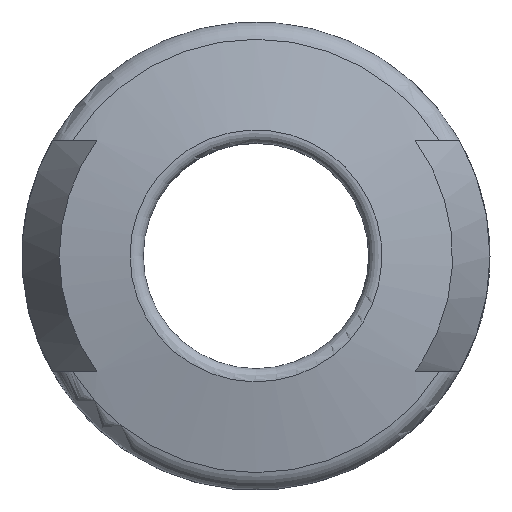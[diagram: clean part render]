
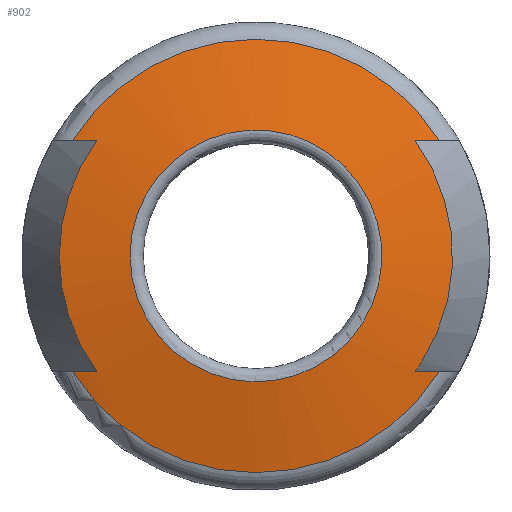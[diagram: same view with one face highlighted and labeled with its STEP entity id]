
A CAD part, top view. The second image highlights one B-rep face of the part: STEP entity #902.
In plain terms, the highlighted spherical face has radius 15 mm.
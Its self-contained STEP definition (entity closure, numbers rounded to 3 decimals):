
#12=SPHERICAL_SURFACE($,#997,15.);
#36=FACE_BOUND($,#287,.T.);
#229=FACE_OUTER_BOUND($,#286,.T.);
#286=EDGE_LOOP($,(#760));
#287=EDGE_LOOP($,(#761,#762,#763,#764,#765,#766,#767,#768));
#313=CIRCLE($,#916,3.75);
#315=CIRCLE($,#919,14.866);
#318=CIRCLE($,#925,3.403);
#325=CIRCLE($,#937,3.75);
#352=CIRCLE($,#998,2.179);
#353=CIRCLE($,#999,3.403);
#354=CIRCLE($,#1000,14.866);
#355=CIRCLE($,#1001,14.866);
#356=CIRCLE($,#1002,14.866);
#357=VERTEX_POINT($,#1266);
#358=VERTEX_POINT($,#1267);
#362=VERTEX_POINT($,#1372);
#364=VERTEX_POINT($,#1388);
#371=VERTEX_POINT($,#1455);
#386=VERTEX_POINT($,#1505);
#433=VERTEX_POINT($,#1957);
#434=VERTEX_POINT($,#1959);
#435=VERTEX_POINT($,#1960);
#437=EDGE_CURVE($,#357,#358,#313,.T.);
#444=EDGE_CURVE($,#362,#364,#315,.T.);
#452=EDGE_CURVE($,#362,#371,#318,.T.);
#470=EDGE_CURVE($,#364,#386,#325,.T.);
#549=EDGE_CURVE($,#433,#433,#352,.T.);
#550=EDGE_CURVE($,#434,#435,#353,.T.);
#551=EDGE_CURVE($,#434,#357,#354,.T.);
#552=EDGE_CURVE($,#358,#371,#355,.T.);
#553=EDGE_CURVE($,#386,#435,#356,.T.);
#760=ORIENTED_EDGE($,*,*,#549,.T.);
#761=ORIENTED_EDGE($,*,*,#550,.F.);
#762=ORIENTED_EDGE($,*,*,#551,.T.);
#763=ORIENTED_EDGE($,*,*,#437,.T.);
#764=ORIENTED_EDGE($,*,*,#552,.T.);
#765=ORIENTED_EDGE($,*,*,#452,.F.);
#766=ORIENTED_EDGE($,*,*,#444,.T.);
#767=ORIENTED_EDGE($,*,*,#470,.T.);
#768=ORIENTED_EDGE($,*,*,#553,.T.);
#902=ADVANCED_FACE($,(#229,#36),#12,.T.);
#916=AXIS2_PLACEMENT_3D($,#1268,#1016,#1017);
#919=AXIS2_PLACEMENT_3D($,#1438,#1023,#1024);
#925=AXIS2_PLACEMENT_3D($,#1456,#1040,#1041);
#937=AXIS2_PLACEMENT_3D($,#1506,#1074,#1075);
#997=AXIS2_PLACEMENT_3D($,#1956,#1232,#1233);
#998=AXIS2_PLACEMENT_3D($,#1958,#1234,#1235);
#999=AXIS2_PLACEMENT_3D($,#1961,#1236,#1237);
#1000=AXIS2_PLACEMENT_3D($,#1962,#1238,#1239);
#1001=AXIS2_PLACEMENT_3D($,#1963,#1240,#1241);
#1002=AXIS2_PLACEMENT_3D($,#1964,#1242,#1243);
#1016=DIRECTION('center_axis',(0.,0.,
1.));
#1017=DIRECTION('ref_axis',(-1.,0.,0.));
#1023=DIRECTION('center_axis',(0.,1.,0.));
#1024=DIRECTION('ref_axis',(1.,0.,0.));
#1040=DIRECTION('center_axis',(0.,0.,
-1.));
#1041=DIRECTION('ref_axis',(-1.,0.,0.));
#1074=DIRECTION('center_axis',(0.,0.,
1.));
#1075=DIRECTION('ref_axis',(-1.,0.,0.));
#1232=DIRECTION('center_axis',(0.,0.,1.));
#1233=DIRECTION('ref_axis',(1.,0.,0.));
#1234=DIRECTION('center_axis',(0.,0.,
-1.));
#1235=DIRECTION('ref_axis',(1.,0.,0.));
#1236=DIRECTION('center_axis',(0.,0.,
-1.));
#1237=DIRECTION('ref_axis',(-1.,0.,0.));
#1238=DIRECTION('center_axis',(0.,-1.,0.));
#1239=DIRECTION('ref_axis',(-1.,0.,0.));
#1240=DIRECTION('center_axis',(0.,-1.,0.));
#1241=DIRECTION('ref_axis',(-1.,0.,0.));
#1242=DIRECTION('center_axis',(0.,1.,0.));
#1243=DIRECTION('ref_axis',(1.,0.,0.));
#1266=CARTESIAN_POINT('',(1.328,60.5,-45.203));
#1267=CARTESIAN_POINT('',(7.672,60.5,-45.203));
#1268=CARTESIAN_POINT('Origin',(4.5,62.5,-45.203));
#1372=CARTESIAN_POINT('',(7.253,64.5,-45.117));
#1388=CARTESIAN_POINT('',(7.672,64.5,-45.203));
#1438=CARTESIAN_POINT('Origin',(4.5,64.5,-59.726));
#1455=CARTESIAN_POINT('',(7.253,60.5,-45.117));
#1456=CARTESIAN_POINT('Origin',(4.5,62.5,-45.117));
#1505=CARTESIAN_POINT('',(1.328,64.5,-45.203));
#1506=CARTESIAN_POINT('Origin',(4.5,62.5,-45.203));
#1956=CARTESIAN_POINT('Origin',(4.5,62.5,-59.726));
#1957=CARTESIAN_POINT('',(2.321,62.5,-44.885));
#1958=CARTESIAN_POINT('Origin',(4.5,62.5,-44.885));
#1959=CARTESIAN_POINT('',(1.747,60.5,-45.117));
#1960=CARTESIAN_POINT('',(1.747,64.5,-45.117));
#1961=CARTESIAN_POINT('Origin',(4.5,62.5,-45.117));
#1962=CARTESIAN_POINT('Origin',(4.5,60.5,-59.726));
#1963=CARTESIAN_POINT('Origin',(4.5,60.5,-59.726));
#1964=CARTESIAN_POINT('Origin',(4.5,64.5,-59.726));
